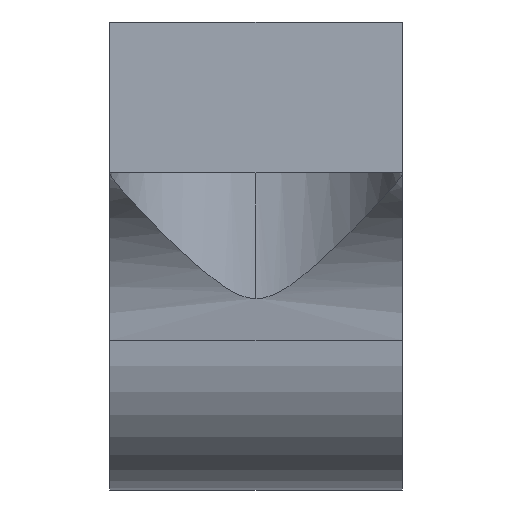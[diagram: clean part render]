
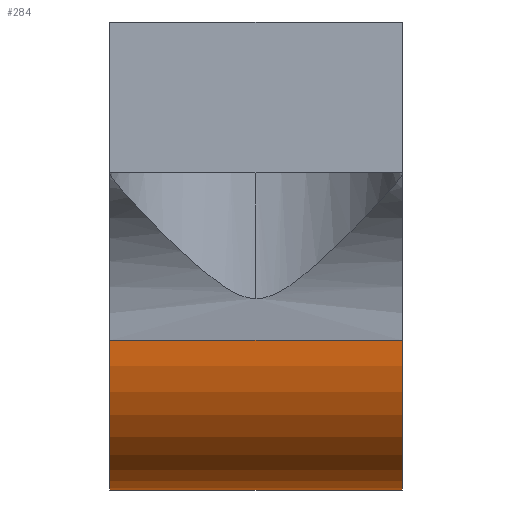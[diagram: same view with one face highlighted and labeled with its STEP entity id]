
A CAD part, left-side view. The second image highlights one B-rep face of the part: STEP entity #284.
In plain terms, the highlighted cylindrical face has radius 3.261 mm (diameter 6.523 mm), a partial arc.
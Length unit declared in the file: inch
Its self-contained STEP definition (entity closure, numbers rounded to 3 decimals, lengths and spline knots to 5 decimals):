
#13 = CARTESIAN_POINT ( 'NONE',  ( -0.27225, 0., -0.33605 ) ) ;
#19 = EDGE_CURVE ( 'NONE', #205, #864, #862, .T. ) ;
#161 = CARTESIAN_POINT ( 'NONE',  ( -0.27225, 0.25, -0.20765 ) ) ;
#164 = ORIENTED_EDGE ( 'NONE', *, *, #878, .T. ) ;
#205 = VERTEX_POINT ( 'NONE', #657 ) ;
#243 = VERTEX_POINT ( 'NONE', #340 ) ;
#284 = ADVANCED_FACE ( 'NONE', ( #886 ), #676, .T. ) ;
#336 = DIRECTION ( 'NONE',  ( 0., 1., 0. ) ) ;
#340 = CARTESIAN_POINT ( 'NONE',  ( -0.40065, 0., -0.20798 ) ) ;
#344 = CARTESIAN_POINT ( 'NONE',  ( -0.27225, 0.25, -0.33605 ) ) ;
#394 = DIRECTION ( 'NONE',  ( 0., 1., 0. ) ) ;
#432 = DIRECTION ( 'NONE',  ( 0., -1., 0. ) ) ;
#442 = ORIENTED_EDGE ( 'NONE', *, *, #1027, .T. ) ;
#453 = CARTESIAN_POINT ( 'NONE',  ( -0.27225, 0., -0.20765 ) ) ;
#525 = EDGE_CURVE ( 'NONE', #243, #864, #957, .T. ) ;
#529 = ORIENTED_EDGE ( 'NONE', *, *, #19, .F. ) ;
#532 = DIRECTION ( 'NONE',  ( 0., 0., 1. ) ) ;
#643 = AXIS2_PLACEMENT_3D ( 'NONE', #453, #1012, #532 ) ;
#646 = EDGE_LOOP ( 'NONE', ( #529, #164, #442, #990 ) ) ;
#650 = CARTESIAN_POINT ( 'NONE',  ( -0.40065, 0.25, -0.20798 ) ) ;
#657 = CARTESIAN_POINT ( 'NONE',  ( -0.27225, 0.25, -0.33605 ) ) ;
#676 = CYLINDRICAL_SURFACE ( 'NONE', #889, 0.1284 ) ;
#739 = VECTOR ( 'NONE', #336, 39.37008 ) ;
#789 = DIRECTION ( 'NONE',  ( 0., 0., -1. ) ) ;
#816 = CIRCLE ( 'NONE', #643, 0.1284 ) ;
#825 = CARTESIAN_POINT ( 'NONE',  ( -0.40065, 0.25, -0.20798 ) ) ;
#853 = VECTOR ( 'NONE', #432, 39.37008 ) ;
#862 = CIRCLE ( 'NONE', #968, 0.1284 ) ;
#864 = VERTEX_POINT ( 'NONE', #825 ) ;
#878 = EDGE_CURVE ( 'NONE', #205, #884, #888, .T. ) ;
#884 = VERTEX_POINT ( 'NONE', #13 ) ;
#886 = FACE_OUTER_BOUND ( 'NONE', #646, .T. ) ;
#888 = LINE ( 'NONE', #344, #853 ) ;
#889 = AXIS2_PLACEMENT_3D ( 'NONE', #1028, #914, #789 ) ;
#914 = DIRECTION ( 'NONE',  ( 0., -1., 0. ) ) ;
#952 = DIRECTION ( 'NONE',  ( 0., 0., 1. ) ) ;
#957 = LINE ( 'NONE', #650, #739 ) ;
#968 = AXIS2_PLACEMENT_3D ( 'NONE', #161, #394, #952 ) ;
#990 = ORIENTED_EDGE ( 'NONE', *, *, #525, .T. ) ;
#1012 = DIRECTION ( 'NONE',  ( 0., 1., 0. ) ) ;
#1027 = EDGE_CURVE ( 'NONE', #884, #243, #816, .T. ) ;
#1028 = CARTESIAN_POINT ( 'NONE',  ( -0.27225, 0.25, -0.20765 ) ) ;
